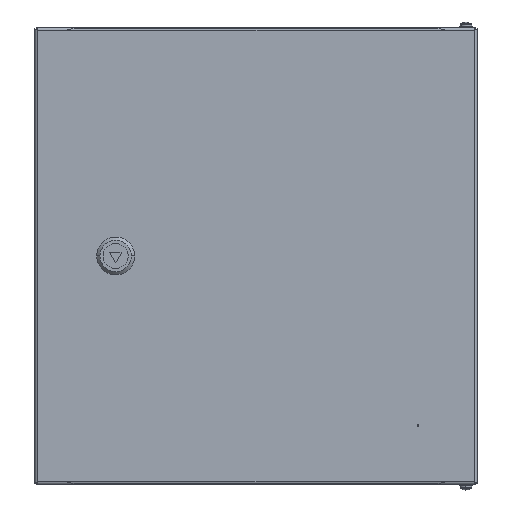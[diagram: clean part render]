
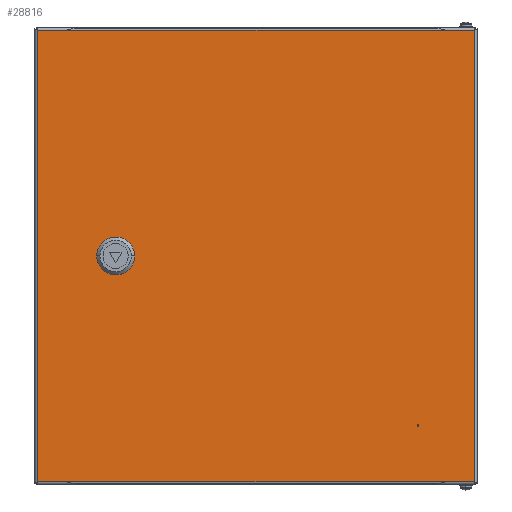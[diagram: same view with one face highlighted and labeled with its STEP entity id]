
A CAD part, top view. The second image highlights one B-rep face of the part: STEP entity #28816.
In plain terms, the highlighted face is planar.
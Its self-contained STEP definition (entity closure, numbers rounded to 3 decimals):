
#475 = LINE ( 'NONE', #3264, #41680 ) ;
#550 = EDGE_CURVE ( 'NONE', #16953, #27521, #33621, .T. ) ;
#800 = VECTOR ( 'NONE', #41830, 1000. ) ;
#1786 = EDGE_CURVE ( 'NONE', #31972, #39761, #32871, .T. ) ;
#2836 = LINE ( 'NONE', #5629, #800 ) ;
#2858 = ORIENTED_EDGE ( 'NONE', *, *, #3101, .T. ) ;
#2972 = VERTEX_POINT ( 'NONE', #24970 ) ;
#3101 = EDGE_CURVE ( 'NONE', #5821, #31094, #475, .T. ) ;
#3264 = CARTESIAN_POINT ( 'NONE',  ( 1.7, 0., -309.123 ) ) ;
#4224 = CARTESIAN_POINT ( 'NONE',  ( 40., 0., -270. ) ) ;
#4314 = CARTESIAN_POINT ( 'NONE',  ( 239., 0., -145.25 ) ) ;
#4728 = CARTESIAN_POINT ( 'NONE',  ( 251.5, 0., -161.25 ) ) ;
#5433 = VECTOR ( 'NONE', #21487, 1000. ) ;
#5443 = AXIS2_PLACEMENT_3D ( 'NONE', #4224, #40012, #40220 ) ;
#5629 = CARTESIAN_POINT ( 'NONE',  ( 0.877, 0., -1.7 ) ) ;
#5744 = LINE ( 'NONE', #8527, #5433 ) ;
#5821 = VERTEX_POINT ( 'NONE', #28148 ) ;
#5965 = CARTESIAN_POINT ( 'NONE',  ( 239., 0., -145.25 ) ) ;
#8469 = CARTESIAN_POINT ( 'NONE',  ( 255., 0., -161.25 ) ) ;
#8509 = CIRCLE ( 'NONE', #32306, 0.5 ) ;
#8527 = CARTESIAN_POINT ( 'NONE',  ( 299.123, 0., -308.3 ) ) ;
#9294 = CARTESIAN_POINT ( 'NONE',  ( 1.7, 0., -1.7 ) ) ;
#9501 = EDGE_LOOP ( 'NONE', ( #19178, #13092, #2858, #12535 ) ) ;
#10232 = DIRECTION ( 'NONE',  ( 0., 0., -1. ) ) ;
#10731 = DIRECTION ( 'NONE',  ( 0., 0., -1. ) ) ;
#11319 = DIRECTION ( 'NONE',  ( 0., 0., 1. ) ) ;
#12178 = CARTESIAN_POINT ( 'NONE',  ( 255., 0., -148.75 ) ) ;
#12362 = VERTEX_POINT ( 'NONE', #30258 ) ;
#12535 = ORIENTED_EDGE ( 'NONE', *, *, #26708, .T. ) ;
#12598 = EDGE_CURVE ( 'NONE', #27521, #5821, #5744, .T. ) ;
#13092 = ORIENTED_EDGE ( 'NONE', *, *, #12598, .T. ) ;
#13190 = CARTESIAN_POINT ( 'NONE',  ( 239., 0., -164.75 ) ) ;
#13463 = ORIENTED_EDGE ( 'NONE', *, *, #33836, .F. ) ;
#13766 = VECTOR ( 'NONE', #10232, 1000. ) ;
#14361 = ORIENTED_EDGE ( 'NONE', *, *, #37529, .T. ) ;
#14754 = EDGE_LOOP ( 'NONE', ( #14361, #41577 ) ) ;
#14996 = VECTOR ( 'NONE', #30920, 1000. ) ;
#16348 = CIRCLE ( 'NONE', #5443, 0.5 ) ;
#16415 = CARTESIAN_POINT ( 'NONE',  ( 239., 0., -161.25 ) ) ;
#16953 = VERTEX_POINT ( 'NONE', #37229 ) ;
#16964 = CIRCLE ( 'NONE', #19004, 3.5 ) ;
#17719 = CARTESIAN_POINT ( 'NONE',  ( 251.5, 0., -148.75 ) ) ;
#17846 = VECTOR ( 'NONE', #38941, 1000. ) ;
#18946 = ORIENTED_EDGE ( 'NONE', *, *, #38189, .F. ) ;
#19004 = AXIS2_PLACEMENT_3D ( 'NONE', #16415, #35356, #41968 ) ;
#19011 = VERTEX_POINT ( 'NONE', #20527 ) ;
#19178 = ORIENTED_EDGE ( 'NONE', *, *, #550, .T. ) ;
#19425 = DIRECTION ( 'NONE',  ( 0., 0., -1. ) ) ;
#20004 = AXIS2_PLACEMENT_3D ( 'NONE', #20868, #27458, #11319 ) ;
#20527 = CARTESIAN_POINT ( 'NONE',  ( 255., 0., -161.25 ) ) ;
#20663 = AXIS2_PLACEMENT_3D ( 'NONE', #17719, #27686, #10731 ) ;
#20868 = CARTESIAN_POINT ( 'NONE',  ( 0., 0., 0. ) ) ;
#20937 = VERTEX_POINT ( 'NONE', #27051 ) ;
#21136 = VERTEX_POINT ( 'NONE', #12178 ) ;
#21487 = DIRECTION ( 'NONE',  ( -1., 0., 0. ) ) ;
#21634 = CARTESIAN_POINT ( 'NONE',  ( 298.3, 0., -308.3 ) ) ;
#21987 = CIRCLE ( 'NONE', #36296, 3.5 ) ;
#22050 = CARTESIAN_POINT ( 'NONE',  ( 40., 0., -269.5 ) ) ;
#23231 = ORIENTED_EDGE ( 'NONE', *, *, #26050, .F. ) ;
#23338 = AXIS2_PLACEMENT_3D ( 'NONE', #25787, #26002, #19425 ) ;
#23764 = EDGE_CURVE ( 'NONE', #20937, #33215, #16964, .T. ) ;
#24043 = FACE_OUTER_BOUND ( 'NONE', #9501, .T. ) ;
#24861 = CARTESIAN_POINT ( 'NONE',  ( 235.5, 0., -161.25 ) ) ;
#24970 = CARTESIAN_POINT ( 'NONE',  ( 251.5, 0., -145.25 ) ) ;
#25787 = CARTESIAN_POINT ( 'NONE',  ( 239., 0., -148.75 ) ) ;
#25941 = EDGE_CURVE ( 'NONE', #12362, #20937, #32972, .T. ) ;
#26002 = DIRECTION ( 'NONE',  ( 0., 1., 0. ) ) ;
#26050 = EDGE_CURVE ( 'NONE', #21136, #19011, #40602, .T. ) ;
#26639 = FACE_BOUND ( 'NONE', #14754, .T. ) ;
#26651 = EDGE_LOOP ( 'NONE', ( #39758, #23231, #33091, #18946, #38803, #13463, #30118, #31305 ) ) ;
#26708 = EDGE_CURVE ( 'NONE', #31094, #16953, #2836, .T. ) ;
#26929 = CARTESIAN_POINT ( 'NONE',  ( 235.5, 0., -161.25 ) ) ;
#26964 = DIRECTION ( 'NONE',  ( 0., -1., 0. ) ) ;
#27051 = CARTESIAN_POINT ( 'NONE',  ( 239., 0., -164.75 ) ) ;
#27332 = DIRECTION ( 'NONE',  ( 0., 0., 1. ) ) ;
#27458 = DIRECTION ( 'NONE',  ( 0., 1., 0. ) ) ;
#27521 = VERTEX_POINT ( 'NONE', #21634 ) ;
#27686 = DIRECTION ( 'NONE',  ( 0., 1., 0. ) ) ;
#28148 = CARTESIAN_POINT ( 'NONE',  ( 1.7, 0., -308.3 ) ) ;
#28375 = EDGE_CURVE ( 'NONE', #19011, #12362, #21987, .T. ) ;
#28705 = VECTOR ( 'NONE', #36783, 1000. ) ;
#28816 = ADVANCED_FACE ( 'NONE', ( #26639, #39646, #24043 ), #40253, .T. ) ;
#30118 = ORIENTED_EDGE ( 'NONE', *, *, #23764, .F. ) ;
#30258 = CARTESIAN_POINT ( 'NONE',  ( 251.5, 0., -164.75 ) ) ;
#30920 = DIRECTION ( 'NONE',  ( 1., 0., 0. ) ) ;
#31094 = VERTEX_POINT ( 'NONE', #9294 ) ;
#31305 = ORIENTED_EDGE ( 'NONE', *, *, #25941, .F. ) ;
#31972 = VERTEX_POINT ( 'NONE', #37606 ) ;
#32306 = AXIS2_PLACEMENT_3D ( 'NONE', #33159, #26964, #39961 ) ;
#32472 = VECTOR ( 'NONE', #27332, 1000. ) ;
#32560 = VERTEX_POINT ( 'NONE', #39880 ) ;
#32871 = CIRCLE ( 'NONE', #23338, 3.5 ) ;
#32972 = LINE ( 'NONE', #13190, #17846 ) ;
#33091 = ORIENTED_EDGE ( 'NONE', *, *, #39571, .F. ) ;
#33159 = CARTESIAN_POINT ( 'NONE',  ( 40., 0., -270. ) ) ;
#33215 = VERTEX_POINT ( 'NONE', #24861 ) ;
#33408 = CARTESIAN_POINT ( 'NONE',  ( 298.3, 0., -0.877 ) ) ;
#33502 = LINE ( 'NONE', #4314, #14996 ) ;
#33621 = LINE ( 'NONE', #33408, #13766 ) ;
#33699 = VERTEX_POINT ( 'NONE', #22050 ) ;
#33836 = EDGE_CURVE ( 'NONE', #33215, #31972, #36521, .T. ) ;
#34903 = CIRCLE ( 'NONE', #20663, 3.5 ) ;
#35163 = DIRECTION ( 'NONE',  ( 0., 0., -1. ) ) ;
#35356 = DIRECTION ( 'NONE',  ( 0., 1., 0. ) ) ;
#36056 = DIRECTION ( 'NONE',  ( 0., 0., 1. ) ) ;
#36296 = AXIS2_PLACEMENT_3D ( 'NONE', #4728, #37304, #35163 ) ;
#36521 = LINE ( 'NONE', #26929, #32472 ) ;
#36783 = DIRECTION ( 'NONE',  ( 0., 0., -1. ) ) ;
#37229 = CARTESIAN_POINT ( 'NONE',  ( 298.3, 0., -1.7 ) ) ;
#37304 = DIRECTION ( 'NONE',  ( 0., 1., 0. ) ) ;
#37529 = EDGE_CURVE ( 'NONE', #32560, #33699, #16348, .T. ) ;
#37606 = CARTESIAN_POINT ( 'NONE',  ( 235.5, 0., -148.75 ) ) ;
#38189 = EDGE_CURVE ( 'NONE', #39761, #2972, #33502, .T. ) ;
#38803 = ORIENTED_EDGE ( 'NONE', *, *, #1786, .F. ) ;
#38941 = DIRECTION ( 'NONE',  ( -1., 0., 0. ) ) ;
#39571 = EDGE_CURVE ( 'NONE', #2972, #21136, #34903, .T. ) ;
#39646 = FACE_BOUND ( 'NONE', #26651, .T. ) ;
#39758 = ORIENTED_EDGE ( 'NONE', *, *, #28375, .F. ) ;
#39761 = VERTEX_POINT ( 'NONE', #5965 ) ;
#39880 = CARTESIAN_POINT ( 'NONE',  ( 40., 0., -270.5 ) ) ;
#39961 = DIRECTION ( 'NONE',  ( 0., 0., -1. ) ) ;
#40012 = DIRECTION ( 'NONE',  ( 0., -1., 0. ) ) ;
#40220 = DIRECTION ( 'NONE',  ( 0., 0., -1. ) ) ;
#40253 = PLANE ( 'NONE',  #20004 ) ;
#40602 = LINE ( 'NONE', #8469, #28705 ) ;
#41577 = ORIENTED_EDGE ( 'NONE', *, *, #42021, .T. ) ;
#41680 = VECTOR ( 'NONE', #36056, 1000. ) ;
#41830 = DIRECTION ( 'NONE',  ( 1., 0., 0. ) ) ;
#41968 = DIRECTION ( 'NONE',  ( 0., 0., -1. ) ) ;
#42021 = EDGE_CURVE ( 'NONE', #33699, #32560, #8509, .T. ) ;
